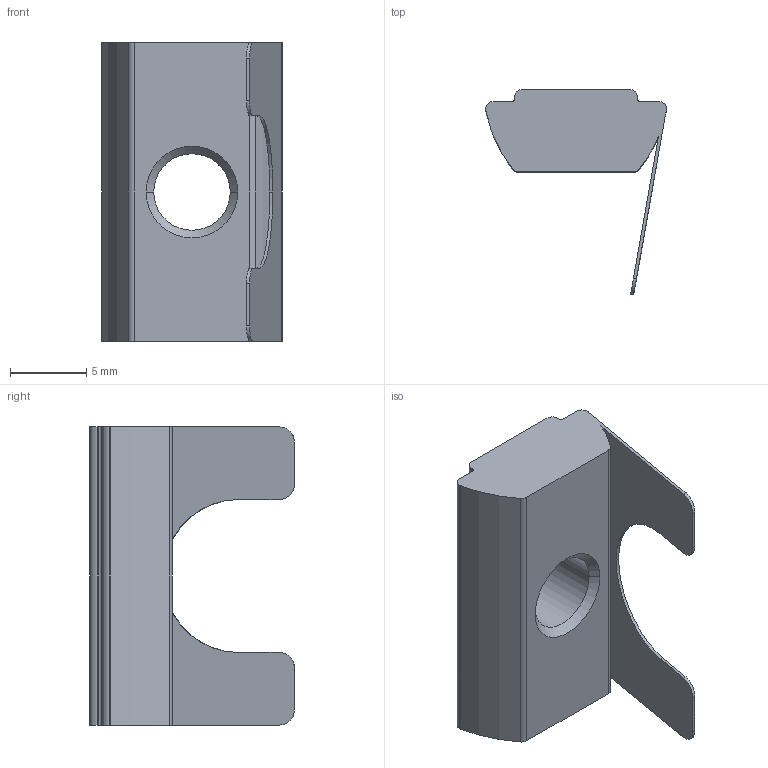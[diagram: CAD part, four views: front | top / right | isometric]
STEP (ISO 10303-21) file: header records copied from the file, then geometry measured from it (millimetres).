
FILE_DESCRIPTION (( 'STEP AP214' ), '1' );
FILE_NAME ('A361 Ñóõàðü ïàçîâûé Ì6 ñ ëàïêîé, ïàç 8.STEP', '2019-09-17T14:00:09', ( 'Windows User' ), ( '' ), 'SwSTEP 2.0', 'SolidWorks 2018', '' );
FILE_SCHEMA (( 'AUTOMOTIVE_DESIGN' ));
Length unit declared in the file: millimetre
Products named in the file (1): A361 Ñóõàðü ïàçîâûé Ì6 ñ ëàïêîé, ïàç 8
Bounding box: 11.82 x 13.41 x 19.5 mm (x, y, z)
Volume: 980.8 mm3; surface area: 1004.3 mm2
Topology: 1 solids, 1 shells, 38 faces, 104 edges, 68 vertices
Faces by surface type: cylinder 20, plane 14, cone 4
Entity records: 1272 total; most frequent: CARTESIAN_POINT 235, DIRECTION 210, ORIENTED_EDGE 208, EDGE_CURVE 104, AXIS2_PLACEMENT_3D 75, VERTEX_POINT 68, LINE 60, VECTOR 60
